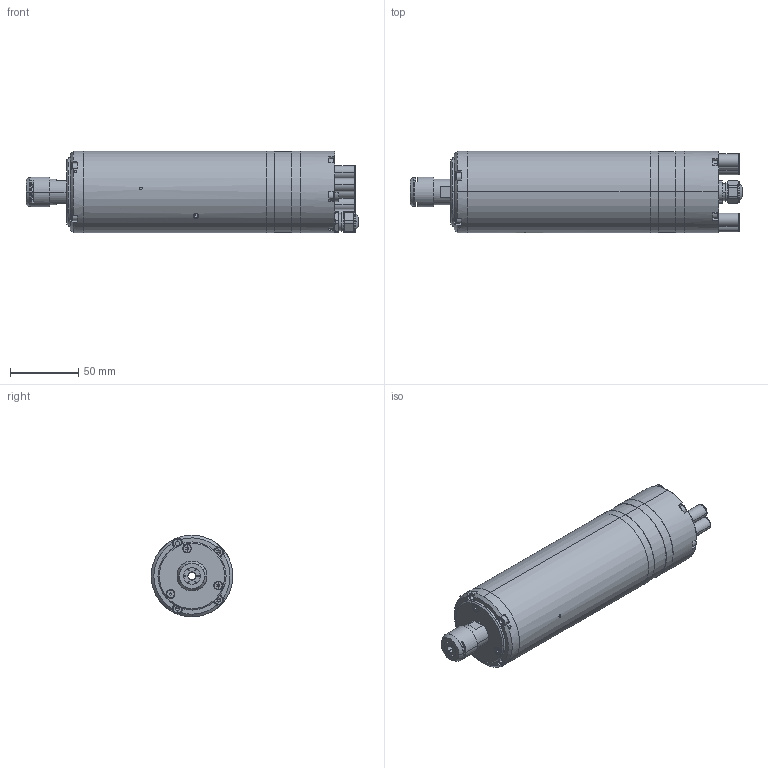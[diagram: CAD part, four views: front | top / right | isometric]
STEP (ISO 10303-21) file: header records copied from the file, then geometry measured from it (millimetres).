
FILE_DESCRIPTION (( 'STEP AP203' ), '1' );
FILE_NAME ('060S60-00-.STEP', '2013-03-26T13:30:33', ( '' ), ( '' ), 'SwSTEP 2.0', 'SolidWorks 2012', '' );
FILE_SCHEMA (( 'CONFIG_CONTROL_DESIGN' ));
Length unit declared in the file: millimetre
Products named in the file (1): 060S60-00-
Bounding box: 243.8 x 60 x 60 mm (x, y, z)
Surface area: 61879.5 mm2 (no closed solid volume)
Topology: 0 solids, 47 shells, 421 faces, 1411 edges, 1010 vertices
Faces by surface type: plane 212, cylinder 128, cone 55, torus 26
Entity records: 16115 total; most frequent: CARTESIAN_POINT 3400, DIRECTION 2862, ORIENTED_EDGE 2201, EDGE_CURVE 1393, AXIS2_PLACEMENT_3D 1113, VERTEX_POINT 1010, CIRCLE 691, VECTOR 636
